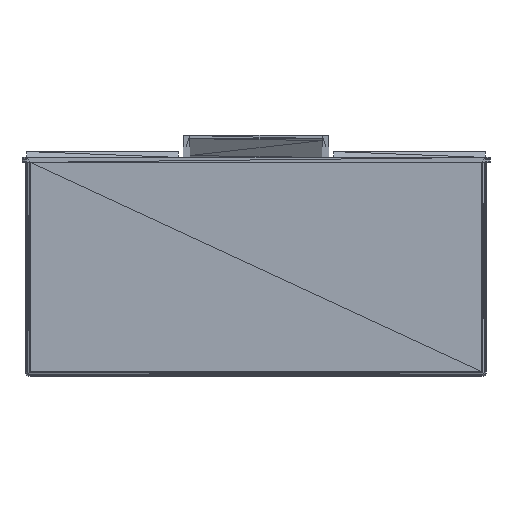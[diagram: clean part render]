
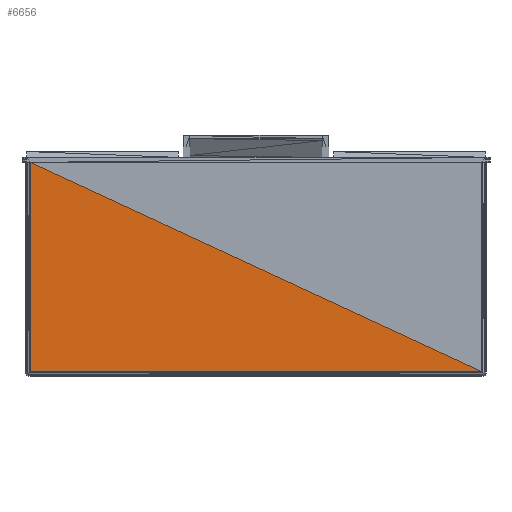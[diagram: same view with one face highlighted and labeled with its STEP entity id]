
A CAD part, front view. The second image highlights one B-rep face of the part: STEP entity #6656.
In plain terms, the highlighted planar face has unit normal (0, -1, 0).
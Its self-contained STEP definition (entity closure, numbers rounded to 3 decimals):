
#2952 = VERTEX_POINT('',#2953);
#2953 = CARTESIAN_POINT('',(-67.81,-15.436,
    -30.446));
#3215 = PLANE('',#3216);
#3216 = AXIS2_PLACEMENT_3D('',#3217,#3218,#3219);
#3217 = CARTESIAN_POINT('',(-67.883,-15.428,
    1.048));
#3218 = DIRECTION('',(-0.098,-0.995,
    0.));
#3219 = DIRECTION('',(-0.995,0.098,
    0.));
#6313 = VERTEX_POINT('',#6314);
#6314 = CARTESIAN_POINT('',(-67.81,-15.436,
    32.394));
#6464 = PLANE('',#6465);
#6465 = AXIS2_PLACEMENT_3D('',#6466,#6467,#6468);
#6466 = CARTESIAN_POINT('',(12.247,-15.436,
    13.222));
#6467 = DIRECTION('',(0.,-1.,0.));
#6468 = DIRECTION('',(0.,0.,-1.));
#6529 = VERTEX_POINT('',#6530);
#6530 = CARTESIAN_POINT('',(67.81,-15.436,
    -30.446));
#6581 = EDGE_CURVE('',#6313,#6529,#6582,.T.);
#6582 = SURFACE_CURVE('',#6583,(#6587,#6594),.PCURVE_S1.);
#6583 = LINE('',#6584,#6585);
#6584 = CARTESIAN_POINT('',(-67.81,-15.436,
    32.394));
#6585 = VECTOR('',#6586,1.);
#6586 = DIRECTION('',(0.907,0.,
    -0.42));
#6587 = PCURVE('',#6464,#6588);
#6588 = DEFINITIONAL_REPRESENTATION('',(#6589),#6593);
#6589 = LINE('',#6590,#6591);
#6590 = CARTESIAN_POINT('',(-19.173,-80.057));
#6591 = VECTOR('',#6592,1.);
#6592 = DIRECTION('',(0.42,0.907));
#6593 = ( GEOMETRIC_REPRESENTATION_CONTEXT(2) 
PARAMETRIC_REPRESENTATION_CONTEXT() REPRESENTATION_CONTEXT('2D SPACE',''
  ) );
#6594 = PCURVE('',#6595,#6600);
#6595 = PLANE('',#6596);
#6596 = AXIS2_PLACEMENT_3D('',#6597,#6598,#6599);
#6597 = CARTESIAN_POINT('',(-12.247,-15.436,
    -11.273));
#6598 = DIRECTION('',(0.,-1.,0.));
#6599 = DIRECTION('',(0.,0.,-1.));
#6600 = DEFINITIONAL_REPRESENTATION('',(#6601),#6604);
#6601 = B_SPLINE_CURVE_WITH_KNOTS('',1,(#6602,#6603),.UNSPECIFIED.,.F.,
  .F.,(2,2),(0.,149.471),.PIECEWISE_BEZIER_KNOTS.);
#6602 = CARTESIAN_POINT('',(-43.667,-55.563));
#6603 = CARTESIAN_POINT('',(19.173,80.057));
#6604 = ( GEOMETRIC_REPRESENTATION_CONTEXT(2) 
PARAMETRIC_REPRESENTATION_CONTEXT() REPRESENTATION_CONTEXT('2D SPACE',''
  ) );
#6656 = ADVANCED_FACE('',(#6657),#6595,.T.);
#6657 = FACE_BOUND('',#6658,.T.);
#6658 = EDGE_LOOP('',(#6659,#6684,#6685));
#6659 = ORIENTED_EDGE('',*,*,#6660,.T.);
#6660 = EDGE_CURVE('',#2952,#6529,#6661,.T.);
#6661 = SURFACE_CURVE('',#6662,(#6666,#6673),.PCURVE_S1.);
#6662 = LINE('',#6663,#6664);
#6663 = CARTESIAN_POINT('',(-67.81,-15.436,
    -30.446));
#6664 = VECTOR('',#6665,1.);
#6665 = DIRECTION('',(1.,0.,0.));
#6666 = PCURVE('',#6595,#6667);
#6667 = DEFINITIONAL_REPRESENTATION('',(#6668),#6672);
#6668 = LINE('',#6669,#6670);
#6669 = CARTESIAN_POINT('',(19.173,-55.563));
#6670 = VECTOR('',#6671,1.);
#6671 = DIRECTION('',(0.,1.));
#6672 = ( GEOMETRIC_REPRESENTATION_CONTEXT(2) 
PARAMETRIC_REPRESENTATION_CONTEXT() REPRESENTATION_CONTEXT('2D SPACE',''
  ) );
#6673 = PCURVE('',#6674,#6679);
#6674 = PLANE('',#6675);
#6675 = AXIS2_PLACEMENT_3D('',#6676,#6677,#6678);
#6676 = CARTESIAN_POINT('',(0.073,-15.428,
    -30.519));
#6677 = DIRECTION('',(0.,-0.995,
    -0.098));
#6678 = DIRECTION('',(0.,0.098,
    -0.995));
#6679 = DEFINITIONAL_REPRESENTATION('',(#6680),#6683);
#6680 = B_SPLINE_CURVE_WITH_KNOTS('',1,(#6681,#6682),.UNSPECIFIED.,.F.,
  .F.,(2,2),(0.,135.62),.PIECEWISE_BEZIER_KNOTS.);
#6681 = CARTESIAN_POINT('',(-0.074,-67.883));
#6682 = CARTESIAN_POINT('',(-0.074,67.737));
#6683 = ( GEOMETRIC_REPRESENTATION_CONTEXT(2) 
PARAMETRIC_REPRESENTATION_CONTEXT() REPRESENTATION_CONTEXT('2D SPACE',''
  ) );
#6684 = ORIENTED_EDGE('',*,*,#6581,.F.);
#6685 = ORIENTED_EDGE('',*,*,#6686,.T.);
#6686 = EDGE_CURVE('',#6313,#2952,#6687,.T.);
#6687 = SURFACE_CURVE('',#6688,(#6692,#6699),.PCURVE_S1.);
#6688 = LINE('',#6689,#6690);
#6689 = CARTESIAN_POINT('',(-67.81,-15.436,
    32.394));
#6690 = VECTOR('',#6691,1.);
#6691 = DIRECTION('',(0.,0.,-1.));
#6692 = PCURVE('',#6595,#6693);
#6693 = DEFINITIONAL_REPRESENTATION('',(#6694),#6698);
#6694 = LINE('',#6695,#6696);
#6695 = CARTESIAN_POINT('',(-43.667,-55.563));
#6696 = VECTOR('',#6697,1.);
#6697 = DIRECTION('',(1.,0.));
#6698 = ( GEOMETRIC_REPRESENTATION_CONTEXT(2) 
PARAMETRIC_REPRESENTATION_CONTEXT() REPRESENTATION_CONTEXT('2D SPACE',''
  ) );
#6699 = PCURVE('',#3215,#6700);
#6700 = DEFINITIONAL_REPRESENTATION('',(#6701),#6704);
#6701 = B_SPLINE_CURVE_WITH_KNOTS('',1,(#6702,#6703),.UNSPECIFIED.,.F.,
  .F.,(2,2),(0.,62.84),.PIECEWISE_BEZIER_KNOTS.);
#6702 = CARTESIAN_POINT('',(-0.074,-31.347));
#6703 = CARTESIAN_POINT('',(-0.074,31.493));
#6704 = ( GEOMETRIC_REPRESENTATION_CONTEXT(2) 
PARAMETRIC_REPRESENTATION_CONTEXT() REPRESENTATION_CONTEXT('2D SPACE',''
  ) );
